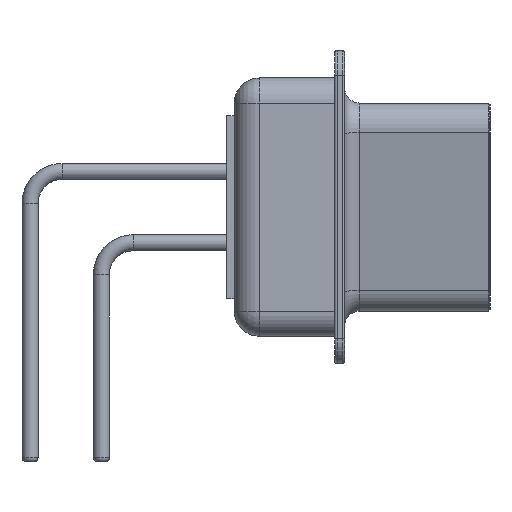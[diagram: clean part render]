
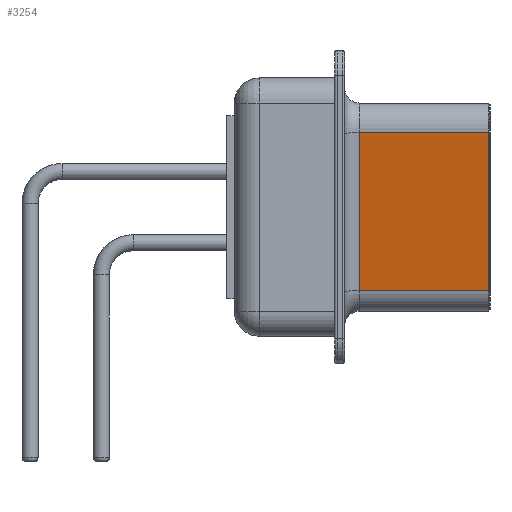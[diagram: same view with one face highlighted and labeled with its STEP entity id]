
A CAD part, left-side view. The second image highlights one B-rep face of the part: STEP entity #3254.
In plain terms, the highlighted planar face has unit normal (-0.986, 0, -0.165).
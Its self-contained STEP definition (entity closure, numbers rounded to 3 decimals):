
#2682 = VERTEX_POINT('',#2683);
#2683 = CARTESIAN_POINT('',(-2.586,-18.29,9.235));
#2730 = EDGE_CURVE('',#2682,#2731,#2733,.T.);
#2731 = VERTEX_POINT('',#2732);
#2732 = CARTESIAN_POINT('',(-1.534,-18.29,2.935));
#2733 = LINE('',#2734,#2735);
#2734 = CARTESIAN_POINT('',(-2.586,-18.29,9.235));
#2735 = VECTOR('',#2736,1.);
#2736 = DIRECTION('',(0.165,0.,-0.986
));
#3211 = VERTEX_POINT('',#3212);
#3212 = CARTESIAN_POINT('',(-2.586,-13.14,9.235));
#3219 = EDGE_CURVE('',#3211,#2682,#3220,.T.);
#3220 = LINE('',#3221,#3222);
#3221 = CARTESIAN_POINT('',(-2.586,-12.54,9.235));
#3222 = VECTOR('',#3223,1.);
#3223 = DIRECTION('',(0.,-1.,0.));
#3254 = ADVANCED_FACE('',(#3255),#3273,.T.);
#3255 = FACE_BOUND('',#3256,.T.);
#3256 = EDGE_LOOP('',(#3257,#3265,#3266,#3267));
#3257 = ORIENTED_EDGE('',*,*,#3258,.T.);
#3258 = EDGE_CURVE('',#3259,#2731,#3261,.T.);
#3259 = VERTEX_POINT('',#3260);
#3260 = CARTESIAN_POINT('',(-1.534,-13.14,2.935));
#3261 = LINE('',#3262,#3263);
#3262 = CARTESIAN_POINT('',(-1.534,-12.54,2.935));
#3263 = VECTOR('',#3264,1.);
#3264 = DIRECTION('',(0.,-1.,0.));
#3265 = ORIENTED_EDGE('',*,*,#2730,.F.);
#3266 = ORIENTED_EDGE('',*,*,#3219,.F.);
#3267 = ORIENTED_EDGE('',*,*,#3268,.F.);
#3268 = EDGE_CURVE('',#3259,#3211,#3269,.T.);
#3269 = LINE('',#3270,#3271);
#3270 = CARTESIAN_POINT('',(-1.534,-13.14,2.935));
#3271 = VECTOR('',#3272,1.);
#3272 = DIRECTION('',(-0.165,0.,0.986)
);
#3273 = PLANE('',#3274);
#3274 = AXIS2_PLACEMENT_3D('',#3275,#3276,#3277);
#3275 = CARTESIAN_POINT('',(-1.395,-12.54,2.1));
#3276 = DIRECTION('',(-0.986,0.,
-0.165));
#3277 = DIRECTION('',(-0.165,0.,0.986)
);
